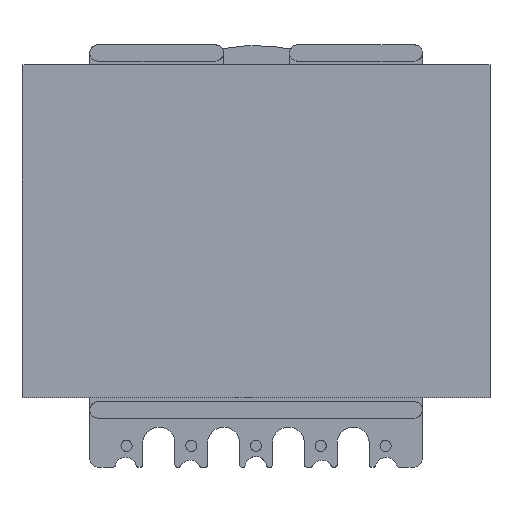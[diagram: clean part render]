
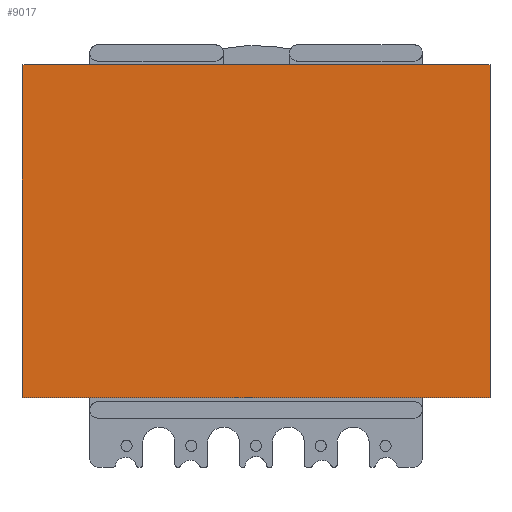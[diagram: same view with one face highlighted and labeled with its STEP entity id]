
A CAD part, top view. The second image highlights one B-rep face of the part: STEP entity #9017.
In plain terms, the highlighted free-form (B-spline) face has degree [1, 1] with [2, 2] control points.
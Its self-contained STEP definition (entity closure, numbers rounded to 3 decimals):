
#8891 = VERTEX_POINT('',#8892);
#8892 = CARTESIAN_POINT('',(-18.676,13.598,
    4.798));
#8897 = EDGE_CURVE('',#8891,#8898,#8900,.T.);
#8898 = VERTEX_POINT('',#8899);
#8899 = CARTESIAN_POINT('',(18.676,13.598,
    4.798));
#8900 = B_SPLINE_CURVE_WITH_KNOTS('',1,(#8901,#8902),.UNSPECIFIED.,.F.,
  .F.,(2,2),(-25.15,0.15),.PIECEWISE_BEZIER_KNOTS.);
#8901 = CARTESIAN_POINT('',(-18.676,13.598,
    4.798));
#8902 = CARTESIAN_POINT('',(18.676,13.598,
    4.798));
#8949 = VERTEX_POINT('',#8950);
#8950 = CARTESIAN_POINT('',(18.676,-12.976,
    4.798));
#8955 = EDGE_CURVE('',#8956,#8949,#8958,.T.);
#8956 = VERTEX_POINT('',#8957);
#8957 = CARTESIAN_POINT('',(-18.676,-12.976,
    4.798));
#8958 = B_SPLINE_CURVE_WITH_KNOTS('',1,(#8959,#8960),.UNSPECIFIED.,.F.,
  .F.,(2,2),(-25.15,0.15),.PIECEWISE_BEZIER_KNOTS.);
#8959 = CARTESIAN_POINT('',(-18.676,-12.976,
    4.798));
#8960 = CARTESIAN_POINT('',(18.676,-12.976,
    4.798));
#9006 = EDGE_CURVE('',#8891,#8956,#9007,.T.);
#9007 = B_SPLINE_CURVE_WITH_KNOTS('',1,(#9008,#9009),.UNSPECIFIED.,.F.,
  .F.,(2,2),(-0.,18.),.PIECEWISE_BEZIER_KNOTS.);
#9008 = CARTESIAN_POINT('',(-18.676,13.598,
    4.798));
#9009 = CARTESIAN_POINT('',(-18.676,-12.976,
    4.798));
#9017 = ADVANCED_FACE('',(#9018),#9028,.F.);
#9018 = FACE_BOUND('',#9019,.T.);
#9019 = EDGE_LOOP('',(#9020,#9021,#9026,#9027));
#9020 = ORIENTED_EDGE('',*,*,#8955,.T.);
#9021 = ORIENTED_EDGE('',*,*,#9022,.F.);
#9022 = EDGE_CURVE('',#8898,#8949,#9023,.T.);
#9023 = B_SPLINE_CURVE_WITH_KNOTS('',1,(#9024,#9025),.UNSPECIFIED.,.F.,
  .F.,(2,2),(-0.,18.),.PIECEWISE_BEZIER_KNOTS.);
#9024 = CARTESIAN_POINT('',(18.676,13.598,
    4.798));
#9025 = CARTESIAN_POINT('',(18.676,-12.976,
    4.798));
#9026 = ORIENTED_EDGE('',*,*,#8897,.F.);
#9027 = ORIENTED_EDGE('',*,*,#9006,.T.);
#9028 = B_SPLINE_SURFACE_WITH_KNOTS('',1,1,(
    (#9029,#9030)
    ,(#9031,#9032
  )),.UNSPECIFIED.,.F.,.F.,.F.,(2,2),(2,2),(-0.15,25.15),(-18.,0.),
  .PIECEWISE_BEZIER_KNOTS.);
#9029 = CARTESIAN_POINT('',(18.676,-12.976,
    4.798));
#9030 = CARTESIAN_POINT('',(18.676,13.598,
    4.798));
#9031 = CARTESIAN_POINT('',(-18.676,-12.976,
    4.798));
#9032 = CARTESIAN_POINT('',(-18.676,13.598,
    4.798));
